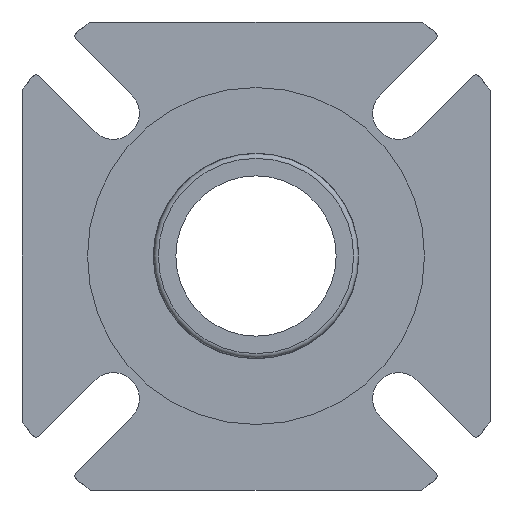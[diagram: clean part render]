
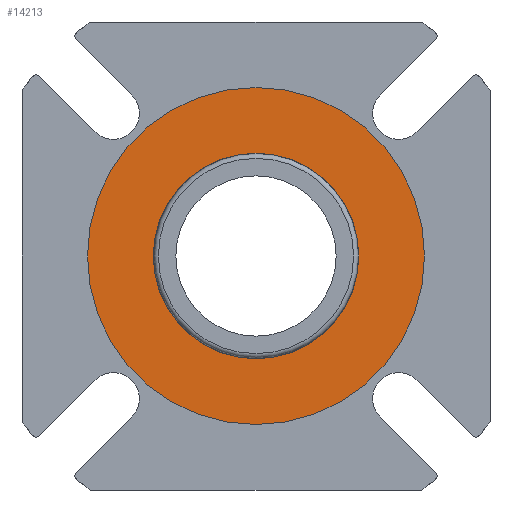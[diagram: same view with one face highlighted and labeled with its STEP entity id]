
A CAD part, front view. The second image highlights one B-rep face of the part: STEP entity #14213.
In plain terms, the highlighted planar face has unit normal (0, -1, 0).
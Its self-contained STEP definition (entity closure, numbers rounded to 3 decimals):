
#2996=PLANE('',#15645);
#7176=ORIENTED_EDGE('',*,*,#9282,.T.);
#7177=ORIENTED_EDGE('',*,*,#9281,.T.);
#9281=EDGE_CURVE('',#10608,#10608,#11280,.T.);
#9282=EDGE_CURVE('',#10609,#10609,#11281,.T.);
#10608=VERTEX_POINT('',#28059);
#10609=VERTEX_POINT('',#28062);
#11280=CIRCLE('',#15644,56.75);
#11281=CIRCLE('',#15646,34.602);
#12180=EDGE_LOOP('',(#7176));
#12181=EDGE_LOOP('',(#7177));
#13089=FACE_BOUND('',#12180,.T.);
#13090=FACE_BOUND('',#12181,.T.);
#14213=ADVANCED_FACE('',(#13089,#13090),#2996,.F.);
#15644=AXIS2_PLACEMENT_3D('',#28058,#19487,#19488);
#15645=AXIS2_PLACEMENT_3D('',#28060,#19489,#19490);
#15646=AXIS2_PLACEMENT_3D('',#28061,#19491,#19492);
#19487=DIRECTION('',(0.,-1.,0.));
#19488=DIRECTION('',(0.,0.,1.));
#19489=DIRECTION('',(0.,1.,0.));
#19490=DIRECTION('',(0.,0.,-1.));
#19491=DIRECTION('',(0.,1.,0.));
#19492=DIRECTION('',(0.,0.,1.));
#28058=CARTESIAN_POINT('',(0.,5.994,0.));
#28059=CARTESIAN_POINT('',(0.,5.994,56.75));
#28060=CARTESIAN_POINT('',(0.,5.994,56.75));
#28061=CARTESIAN_POINT('',(0.,5.994,0.));
#28062=CARTESIAN_POINT('',(0.,5.994,34.602));
